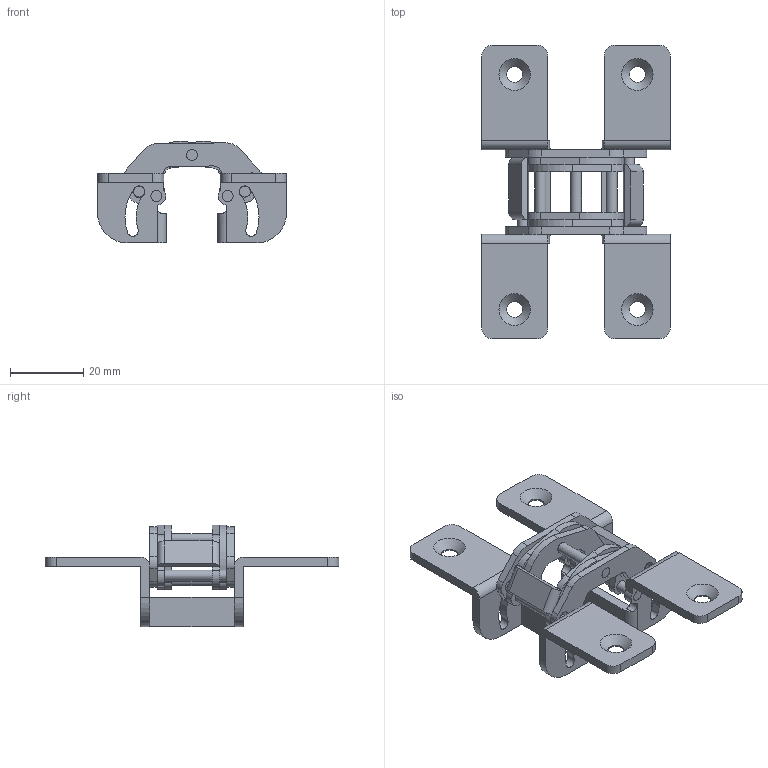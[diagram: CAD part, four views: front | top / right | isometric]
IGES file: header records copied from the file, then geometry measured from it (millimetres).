
Start section: SolidWorks IGES file using analytic representation for surfaces
Global section: file name: B-1334.IGS,15; native system: HSolidWorks 2011; preprocessor: SolidWorks 2011; author: 1337yo; date: 121031.095450; units: millimetre
Bounding box: 51.39 x 80 x 27.68 mm (x, y, z)
Surface area: 14864.3 mm2 (no closed solid volume)
Topology: 0 solids, 0 shells, 271 faces, 1470 edges, 1408 vertices
Faces by surface type: revolution 159, bspline 112
